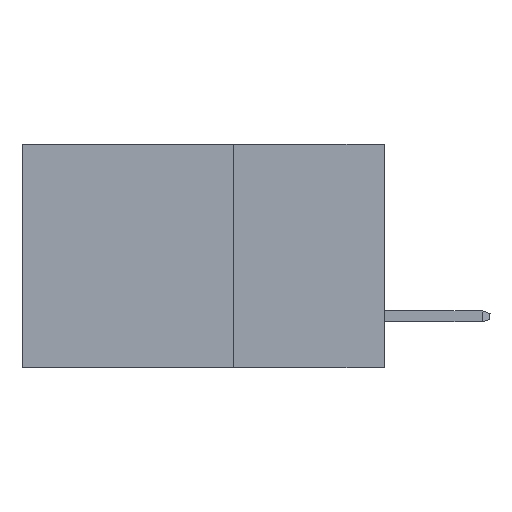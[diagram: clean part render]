
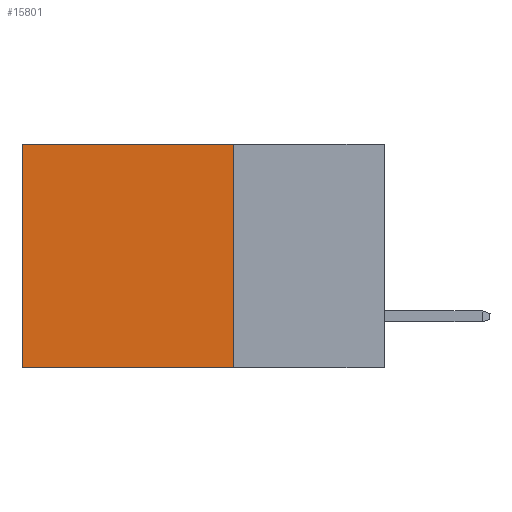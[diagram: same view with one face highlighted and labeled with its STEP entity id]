
A CAD part, left-side view. The second image highlights one B-rep face of the part: STEP entity #15801.
In plain terms, the highlighted planar face has unit normal (-1, 0, 0).
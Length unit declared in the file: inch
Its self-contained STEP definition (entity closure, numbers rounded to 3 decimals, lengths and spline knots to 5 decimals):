
#314 = CARTESIAN_POINT ( 'NONE',  ( 0.2615, 0.6, -0.37 ) ) ;
#354 = ORIENTED_EDGE ( 'NONE', *, *, #17251, .F. ) ;
#398 = PLANE ( 'NONE',  #772 ) ;
#772 = AXIS2_PLACEMENT_3D ( 'NONE', #13937, #19143, #15914 ) ;
#845 = VECTOR ( 'NONE', #4628, 39.37008 ) ;
#1476 = VECTOR ( 'NONE', #14593, 39.37008 ) ;
#2044 = CARTESIAN_POINT ( 'NONE',  ( 0.2615, 0.25, 0. ) ) ;
#2535 = DIRECTION ( 'NONE',  ( 0., 0., -1. ) ) ;
#2820 = CARTESIAN_POINT ( 'NONE',  ( 0.2615, 0.25, -0.37 ) ) ;
#4339 = EDGE_LOOP ( 'NONE', ( #13414, #354, #15147, #4899 ) ) ;
#4517 = VECTOR ( 'NONE', #2535, 39.37008 ) ;
#4628 = DIRECTION ( 'NONE',  ( 0., 1., 0. ) ) ;
#4899 = ORIENTED_EDGE ( 'NONE', *, *, #21893, .T. ) ;
#6892 = VERTEX_POINT ( 'NONE', #16862 ) ;
#7024 = VECTOR ( 'NONE', #7101, 39.37008 ) ;
#7101 = DIRECTION ( 'NONE',  ( 0., 0., -1. ) ) ;
#10831 = VERTEX_POINT ( 'NONE', #20075 ) ;
#11159 = EDGE_CURVE ( 'NONE', #17488, #6892, #12886, .T. ) ;
#11198 = LINE ( 'NONE', #19800, #845 ) ;
#11935 = CARTESIAN_POINT ( 'NONE',  ( 0.2615, 0.6, -0.37 ) ) ;
#12886 = LINE ( 'NONE', #21061, #4517 ) ;
#13414 = ORIENTED_EDGE ( 'NONE', *, *, #14073, .T. ) ;
#13937 = CARTESIAN_POINT ( 'NONE',  ( 0.2615, 0.25, -0.37 ) ) ;
#14073 = EDGE_CURVE ( 'NONE', #10831, #20908, #15496, .T. ) ;
#14593 = DIRECTION ( 'NONE',  ( 0., 1., 0. ) ) ;
#15147 = ORIENTED_EDGE ( 'NONE', *, *, #11159, .F. ) ;
#15496 = LINE ( 'NONE', #314, #7024 ) ;
#15801 = ADVANCED_FACE ( 'NONE', ( #19256 ), #398, .F. ) ;
#15914 = DIRECTION ( 'NONE',  ( 0., 0., -1. ) ) ;
#16265 = LINE ( 'NONE', #2820, #1476 ) ;
#16862 = CARTESIAN_POINT ( 'NONE',  ( 0.2615, 0.25, -0.37 ) ) ;
#17251 = EDGE_CURVE ( 'NONE', #6892, #20908, #16265, .T. ) ;
#17488 = VERTEX_POINT ( 'NONE', #2044 ) ;
#19143 = DIRECTION ( 'NONE',  ( 1., 0., 0. ) ) ;
#19256 = FACE_OUTER_BOUND ( 'NONE', #4339, .T. ) ;
#19800 = CARTESIAN_POINT ( 'NONE',  ( 0.2615, 0.25, 0. ) ) ;
#20075 = CARTESIAN_POINT ( 'NONE',  ( 0.2615, 0.6, 0. ) ) ;
#20908 = VERTEX_POINT ( 'NONE', #11935 ) ;
#21061 = CARTESIAN_POINT ( 'NONE',  ( 0.2615, 0.25, -0.37 ) ) ;
#21893 = EDGE_CURVE ( 'NONE', #17488, #10831, #11198, .T. ) ;
